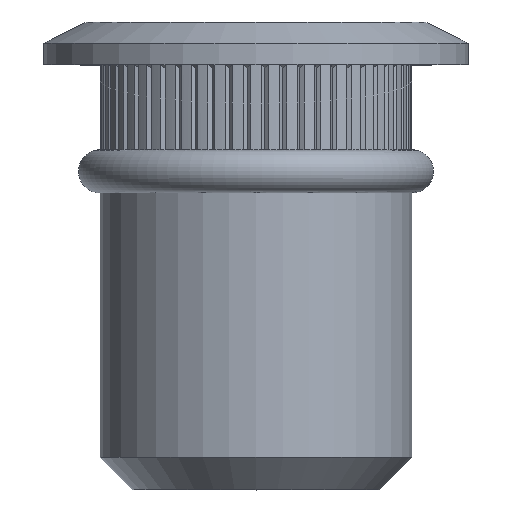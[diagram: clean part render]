
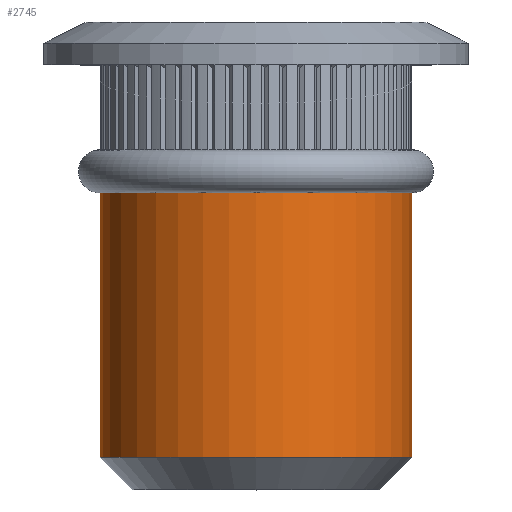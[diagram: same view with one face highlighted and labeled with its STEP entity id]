
A CAD part, top view. The second image highlights one B-rep face of the part: STEP entity #2745.
In plain terms, the highlighted cylindrical face has radius 5.5 mm (diameter 11 mm), a partial arc.
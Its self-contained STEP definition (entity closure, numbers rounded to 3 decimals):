
#285 = CARTESIAN_POINT ( 'NONE',  ( 5.5, -6.024, 0. ) ) ;
#335 = ORIENTED_EDGE ( 'NONE', *, *, #722, .F. ) ;
#387 = LINE ( 'NONE', #5172, #5379 ) ;
#722 = EDGE_CURVE ( 'NONE', #6008, #10839, #387, .T. ) ;
#1019 = CARTESIAN_POINT ( 'NONE',  ( 0., -15.359, 0. ) ) ;
#1075 = DIRECTION ( 'NONE',  ( 0., 1., 0. ) ) ;
#1286 = AXIS2_PLACEMENT_3D ( 'NONE', #7546, #11088, #4102 ) ;
#1789 = CARTESIAN_POINT ( 'NONE',  ( -5.5, -15.359, 0. ) ) ;
#2681 = CARTESIAN_POINT ( 'NONE',  ( 0., -6.024, 0. ) ) ;
#2745 = ADVANCED_FACE ( 'NONE', ( #11138 ), #3994, .T. ) ;
#3538 = EDGE_CURVE ( 'NONE', #6008, #9516, #6719, .T. ) ;
#3994 = CYLINDRICAL_SURFACE ( 'NONE', #1286, 5.5 ) ;
#4102 = DIRECTION ( 'NONE',  ( -1., 0., 0. ) ) ;
#4289 = EDGE_CURVE ( 'NONE', #10839, #7226, #5804, .T. ) ;
#4332 = EDGE_LOOP ( 'NONE', ( #10618, #10902, #10862, #335 ) ) ;
#5172 = CARTESIAN_POINT ( 'NONE',  ( -5.5, 0., 0. ) ) ;
#5379 = VECTOR ( 'NONE', #10196, 1000. ) ;
#5384 = DIRECTION ( 'NONE',  ( 0., 1., 0. ) ) ;
#5804 = CIRCLE ( 'NONE', #9898, 5.5 ) ;
#6008 = VERTEX_POINT ( 'NONE', #1789 ) ;
#6719 = CIRCLE ( 'NONE', #9507, 5.5 ) ;
#7043 = CARTESIAN_POINT ( 'NONE',  ( -5.5, -6.024, 0. ) ) ;
#7226 = VERTEX_POINT ( 'NONE', #285 ) ;
#7546 = CARTESIAN_POINT ( 'NONE',  ( 0., 0., 0. ) ) ;
#7758 = LINE ( 'NONE', #8741, #9431 ) ;
#8741 = CARTESIAN_POINT ( 'NONE',  ( 5.5, 0., 0. ) ) ;
#8976 = DIRECTION ( 'NONE',  ( -1., 0., 0. ) ) ;
#9431 = VECTOR ( 'NONE', #11401, 1000. ) ;
#9507 = AXIS2_PLACEMENT_3D ( 'NONE', #1019, #1075, #8976 ) ;
#9516 = VERTEX_POINT ( 'NONE', #10076 ) ;
#9807 = DIRECTION ( 'NONE',  ( 1., 0., 0. ) ) ;
#9898 = AXIS2_PLACEMENT_3D ( 'NONE', #2681, #5384, #9807 ) ;
#10076 = CARTESIAN_POINT ( 'NONE',  ( 5.5, -15.359, 0. ) ) ;
#10196 = DIRECTION ( 'NONE',  ( 0., 1., 0. ) ) ;
#10304 = EDGE_CURVE ( 'NONE', #9516, #7226, #7758, .T. ) ;
#10618 = ORIENTED_EDGE ( 'NONE', *, *, #3538, .T. ) ;
#10839 = VERTEX_POINT ( 'NONE', #7043 ) ;
#10862 = ORIENTED_EDGE ( 'NONE', *, *, #4289, .F. ) ;
#10902 = ORIENTED_EDGE ( 'NONE', *, *, #10304, .T. ) ;
#11088 = DIRECTION ( 'NONE',  ( 0., 1., 0. ) ) ;
#11138 = FACE_OUTER_BOUND ( 'NONE', #4332, .T. ) ;
#11401 = DIRECTION ( 'NONE',  ( 0., 1., 0. ) ) ;
